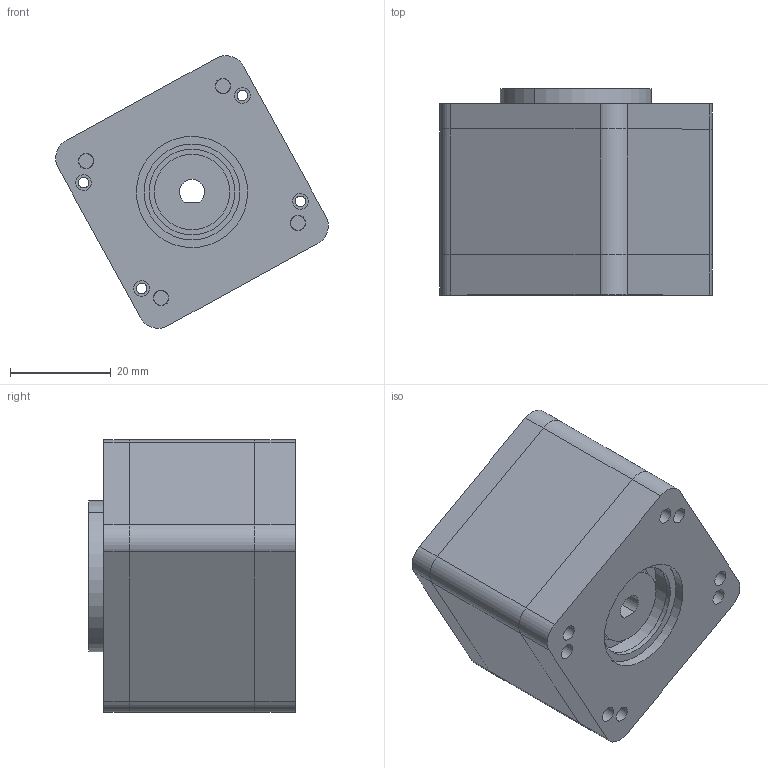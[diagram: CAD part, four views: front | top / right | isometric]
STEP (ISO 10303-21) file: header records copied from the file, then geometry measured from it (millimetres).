
FILE_DESCRIPTION (( 'STEP AP214' ), '1' );
FILE_NAME ('减速器底部不出轴.STEP', '2025-01-18T03:50:11', ( 'Windows 用户' ), ( '微软中国' ), 'SwSTEP 2.0', 'SolidWorks 2023', '' );
FILE_SCHEMA (( 'AUTOMOTIVE_DESIGN' ));
Length unit declared in the file: millimetre
Products named in the file (7): 减速器底部不出轴; 42底盖第四版; 42柔轮第四版; 42顶盖第四版; 42钢轮第四版; 42柔轮内第四版; 42波发生器第四版底部中空
Assembly tree (6 placements, depth 2):
  减速器底部不出轴
    42波发生器第四版底部中空
    42底盖第四版
    42钢轮第四版
    42柔轮第四版
    42柔轮内第四版
    42顶盖第四版
Bounding box: 54.16 x 41 x 54.16 mm (x, y, z)
Volume: 47148.8 mm3; surface area: 34904.1 mm2
Topology: 6 solids, 6 shells, 796 faces, 2241 edges, 1486 vertices
Faces by surface type: cylinder 460, bspline 260, plane 62, torus 12, cone 2
Entity records: 34933 total; most frequent: CARTESIAN_POINT 14854, ORIENTED_EDGE 4482, DIRECTION 3787, EDGE_CURVE 2241, AXIS2_PLACEMENT_3D 1515, VERTEX_POINT 1486, CIRCLE 970, EDGE_LOOP 889
